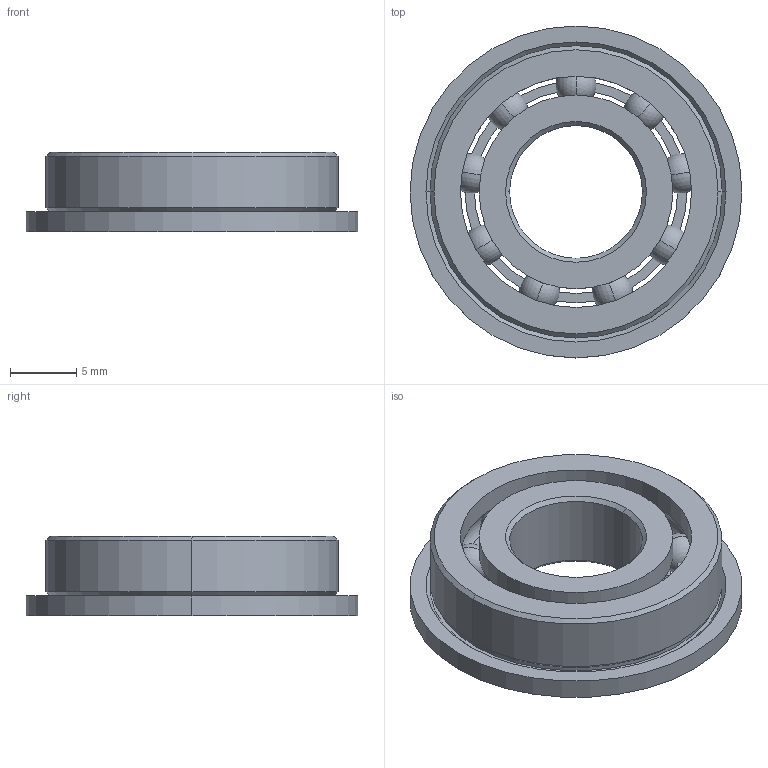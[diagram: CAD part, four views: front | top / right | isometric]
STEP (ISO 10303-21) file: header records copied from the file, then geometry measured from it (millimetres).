
FILE_DESCRIPTION (( 'STEP AP203' ), '1' );
FILE_NAME ('4390N117_Flanged Ultra-Thin Ball Bearing.STEP', '2021-09-13T21:22:01', ( 'Administrator' ), ( 'Managed by Terraform' ), 'SwSTEP 2.0', 'SolidWorks 2017', '' );
FILE_SCHEMA (( 'CONFIG_CONTROL_DESIGN' ));
Length unit declared in the file: millimetre
Products named in the file (1): 4390N117_Flanged Ultra-Thin Ball Bearing
Bounding box: 25 x 25 x 6 mm (x, y, z)
Volume: 1516.9 mm3; surface area: 2350.4 mm2
Topology: 12 solids, 12 shells, 62 faces, 151 edges, 97 vertices
Faces by surface type: cylinder 20, sphere 18, cone 10, plane 8, torus 6
Entity records: 1577 total; most frequent: DIRECTION 308, CARTESIAN_POINT 239, ORIENTED_EDGE 212, AXIS2_PLACEMENT_3D 139, EDGE_CURVE 106, CIRCLE 76, EDGE_LOOP 70, VERTEX_POINT 70
